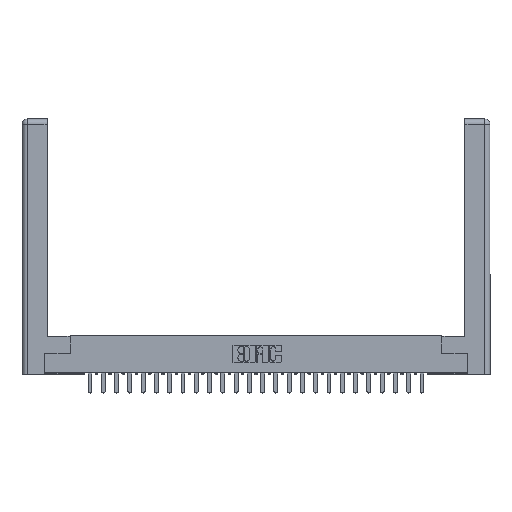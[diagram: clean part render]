
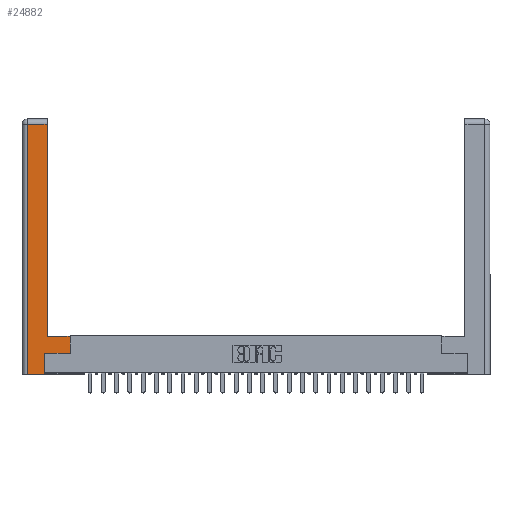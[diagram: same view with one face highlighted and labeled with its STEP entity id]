
A CAD part, top view. The second image highlights one B-rep face of the part: STEP entity #24882.
In plain terms, the highlighted planar face has unit normal (0, 0, 1).
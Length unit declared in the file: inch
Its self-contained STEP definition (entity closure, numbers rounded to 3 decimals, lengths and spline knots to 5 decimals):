
#150 = VECTOR ( 'NONE', #19730, 39.37008 ) ;
#512 = LINE ( 'NONE', #2833, #23506 ) ;
#647 = DIRECTION ( 'NONE',  ( 0., 1., 0. ) ) ;
#676 = ORIENTED_EDGE ( 'NONE', *, *, #27181, .T. ) ;
#1027 = PLANE ( 'NONE',  #17353 ) ;
#1418 = DIRECTION ( 'NONE',  ( 0., -1., 0. ) ) ;
#2528 = VERTEX_POINT ( 'NONE', #25375 ) ;
#2705 = VECTOR ( 'NONE', #4340, 39.37008 ) ;
#2833 = CARTESIAN_POINT ( 'NONE',  ( 0.0615, 2.94, 0. ) ) ;
#3140 = VERTEX_POINT ( 'NONE', #27789 ) ;
#3145 = VECTOR ( 'NONE', #16679, 39.37008 ) ;
#3217 = VERTEX_POINT ( 'NONE', #23681 ) ;
#3258 = ORIENTED_EDGE ( 'NONE', *, *, #13498, .T. ) ;
#3310 = CARTESIAN_POINT ( 'NONE',  ( 0.0615, 2.94, 0. ) ) ;
#3323 = DIRECTION ( 'NONE',  ( -1., 0., 0. ) ) ;
#3489 = EDGE_CURVE ( 'NONE', #2528, #10618, #512, .T. ) ;
#3698 = VERTEX_POINT ( 'NONE', #15808 ) ;
#3918 = ORIENTED_EDGE ( 'NONE', *, *, #28918, .T. ) ;
#4130 = CARTESIAN_POINT ( 'NONE',  ( 0.295, 0.45, 0. ) ) ;
#4340 = DIRECTION ( 'NONE',  ( 1., 0., 0. ) ) ;
#4767 = CARTESIAN_POINT ( 'NONE',  ( 0.265, 0., 0. ) ) ;
#5842 = CARTESIAN_POINT ( 'NONE',  ( 0.265, 0., 0. ) ) ;
#6294 = LINE ( 'NONE', #5842, #3145 ) ;
#6377 = DIRECTION ( 'NONE',  ( 0., 1., 0. ) ) ;
#7452 = VECTOR ( 'NONE', #18974, 39.37008 ) ;
#7696 = VECTOR ( 'NONE', #6377, 39.37008 ) ;
#7931 = EDGE_CURVE ( 'NONE', #14115, #3698, #9103, .T. ) ;
#8055 = DIRECTION ( 'NONE',  ( 0., 0., -1. ) ) ;
#8516 = ORIENTED_EDGE ( 'NONE', *, *, #19406, .T. ) ;
#9103 = LINE ( 'NONE', #17792, #7696 ) ;
#9612 = EDGE_CURVE ( 'NONE', #3217, #14115, #16671, .T. ) ;
#9900 = CARTESIAN_POINT ( 'NONE',  ( 0.295, 3., 0. ) ) ;
#10618 = VERTEX_POINT ( 'NONE', #3310 ) ;
#11021 = CARTESIAN_POINT ( 'NONE',  ( 0.565, 0.245, 0. ) ) ;
#11628 = ORIENTED_EDGE ( 'NONE', *, *, #7931, .T. ) ;
#11711 = VECTOR ( 'NONE', #647, 39.37008 ) ;
#13498 = EDGE_CURVE ( 'NONE', #10618, #20094, #21762, .T. ) ;
#14115 = VERTEX_POINT ( 'NONE', #22425 ) ;
#15808 = CARTESIAN_POINT ( 'NONE',  ( 0.565, 0.45, 0. ) ) ;
#16286 = LINE ( 'NONE', #27179, #11711 ) ;
#16342 = ORIENTED_EDGE ( 'NONE', *, *, #18403, .T. ) ;
#16516 = LINE ( 'NONE', #9900, #7452 ) ;
#16671 = LINE ( 'NONE', #11021, #2705 ) ;
#16679 = DIRECTION ( 'NONE',  ( 1., 0., 0. ) ) ;
#17353 = AXIS2_PLACEMENT_3D ( 'NONE', #18955, #8055, #21106 ) ;
#17784 = CARTESIAN_POINT ( 'NONE',  ( 0.0615, 0., 0. ) ) ;
#17792 = CARTESIAN_POINT ( 'NONE',  ( 0.565, 0.45, 0. ) ) ;
#18403 = EDGE_CURVE ( 'NONE', #22265, #3217, #16286, .T. ) ;
#18955 = CARTESIAN_POINT ( 'NONE',  ( 0., 0., 0. ) ) ;
#18974 = DIRECTION ( 'NONE',  ( 0., 1., 0. ) ) ;
#19406 = EDGE_CURVE ( 'NONE', #3698, #3140, #24881, .T. ) ;
#19730 = DIRECTION ( 'NONE',  ( -1., 0., 0. ) ) ;
#20094 = VERTEX_POINT ( 'NONE', #17784 ) ;
#20961 = EDGE_LOOP ( 'NONE', ( #676, #27758, #3258, #3918, #16342, #24629, #11628, #8516 ) ) ;
#21106 = DIRECTION ( 'NONE',  ( -1., 0., 0. ) ) ;
#21762 = LINE ( 'NONE', #25750, #23818 ) ;
#21845 = FACE_OUTER_BOUND ( 'NONE', #20961, .T. ) ;
#22265 = VERTEX_POINT ( 'NONE', #4767 ) ;
#22425 = CARTESIAN_POINT ( 'NONE',  ( 0.565, 0.245, 0. ) ) ;
#23506 = VECTOR ( 'NONE', #3323, 39.37008 ) ;
#23681 = CARTESIAN_POINT ( 'NONE',  ( 0.265, 0.245, 0. ) ) ;
#23818 = VECTOR ( 'NONE', #1418, 39.37008 ) ;
#24629 = ORIENTED_EDGE ( 'NONE', *, *, #9612, .T. ) ;
#24881 = LINE ( 'NONE', #4130, #150 ) ;
#24882 = ADVANCED_FACE ( 'NONE', ( #21845 ), #1027, .F. ) ;
#25375 = CARTESIAN_POINT ( 'NONE',  ( 0.295, 2.94, 0. ) ) ;
#25750 = CARTESIAN_POINT ( 'NONE',  ( 0.0615, 0., 0. ) ) ;
#27179 = CARTESIAN_POINT ( 'NONE',  ( 0.265, 0.245, 0. ) ) ;
#27181 = EDGE_CURVE ( 'NONE', #3140, #2528, #16516, .T. ) ;
#27758 = ORIENTED_EDGE ( 'NONE', *, *, #3489, .T. ) ;
#27789 = CARTESIAN_POINT ( 'NONE',  ( 0.295, 0.45, 0. ) ) ;
#28918 = EDGE_CURVE ( 'NONE', #20094, #22265, #6294, .T. ) ;
